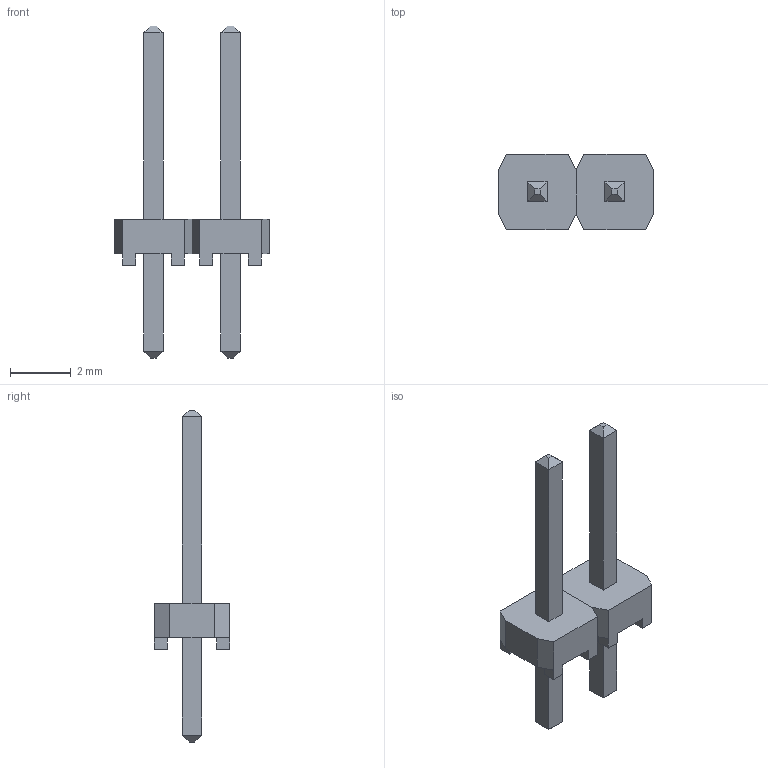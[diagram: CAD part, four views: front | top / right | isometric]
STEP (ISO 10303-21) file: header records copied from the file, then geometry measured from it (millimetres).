
FILE_DESCRIPTION((''),'2;1');
FILE_NAME('SAMTEC_MTLW-102-07-L-S-250.stp','2012-12-13T13:39:31',(''),(''),'Mechanical Desktop 2011','Mechanical Desktop 2011',', , ');
FILE_SCHEMA(('AUTOMOTIVE_DESIGN { 1 2 10303 214 1 1 1 1 }'));
Length unit declared in the file: millimetre
Products named in the file (1): Product
Bounding box: 5.08 x 2.49 x 10.92 mm (x, y, z)
Volume: 22.1 mm3; surface area: 101.9 mm2
Topology: 6 solids, 6 shells, 92 faces, 216 edges, 136 vertices
Faces by surface type: bspline 46, plane 46
Entity records: 2602 total; most frequent: CARTESIAN_POINT 583, ORIENTED_EDGE 432, DIRECTION 310, VECTOR 216, LINE 216, EDGE_CURVE 216, VERTEX_POINT 136, EDGE_LOOP 92
